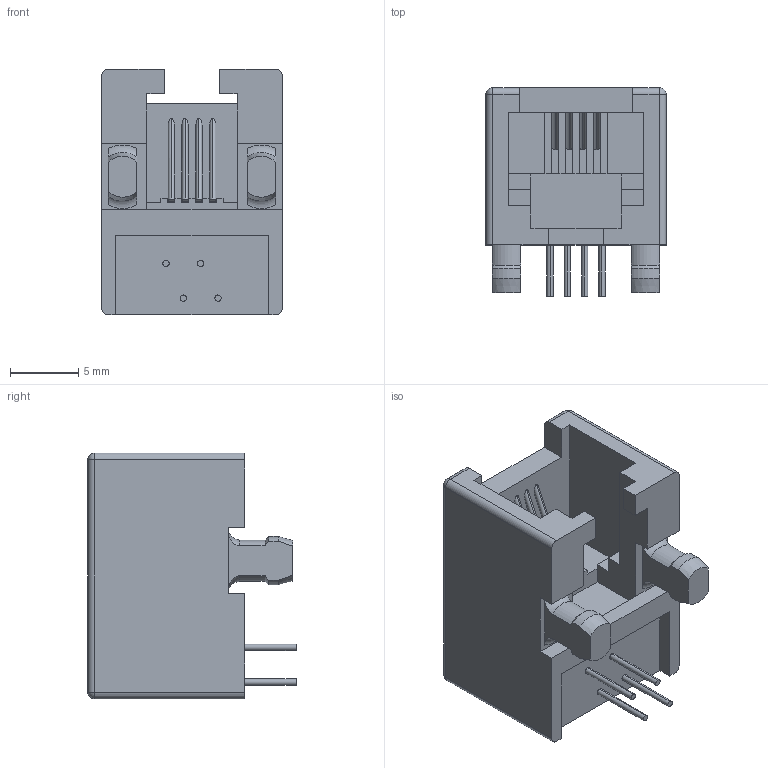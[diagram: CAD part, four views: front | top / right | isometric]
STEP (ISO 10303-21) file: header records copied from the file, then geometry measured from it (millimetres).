
FILE_DESCRIPTION((''),'2;1');
FILE_NAME('54601-906002WPLF_SW0001','2009-10-31T',('smani'),('FCI - ELX Division'),'PRO/ENGINEER BY PARAMETRIC TECHNOLOGY CORPORATION, 2008010','PRO/ENGINEER BY PARAMETRIC TECHNOLOGY CORPORATION, 2008010','');
FILE_SCHEMA(('CONFIG_CONTROL_DESIGN'));
Length unit declared in the file: millimetre
Products named in the file (1): 54601-906002WPLF_SW0001
Bounding box: 13.2 x 15.25 x 18 mm (x, y, z)
Volume: 1785 mm3; surface area: 1597.1 mm2
Topology: 1 solids, 1 shells, 129 faces, 335 edges, 218 vertices
Faces by surface type: plane 80, cylinder 33, cone 8, sphere 4, torus 4
Entity records: 4129 total; most frequent: CARTESIAN_POINT 930, ORIENTED_EDGE 670, DIRECTION 627, EDGE_CURVE 335, VECTOR 237, LINE 237, VERTEX_POINT 218, AXIS2_PLACEMENT_3D 195
